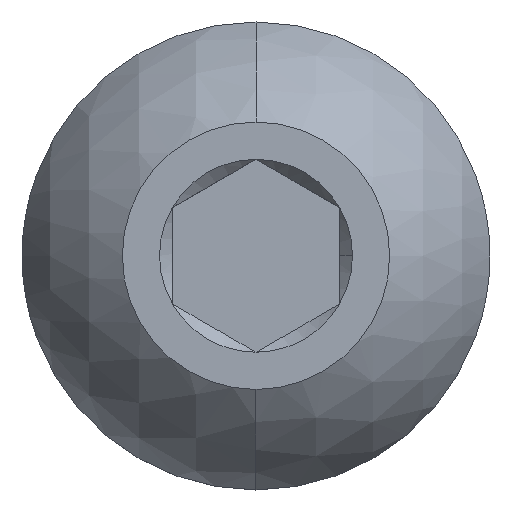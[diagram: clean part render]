
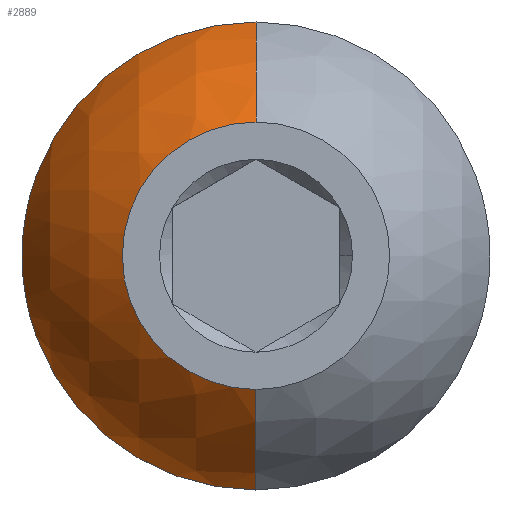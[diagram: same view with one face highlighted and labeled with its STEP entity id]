
A CAD part, top view. The second image highlights one B-rep face of the part: STEP entity #2889.
In plain terms, the highlighted spherical face has radius 7.447 mm.
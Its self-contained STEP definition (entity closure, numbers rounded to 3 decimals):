
#19 = ORIENTED_EDGE ( 'NONE', *, *, #695, .F. ) ;
#56 = CARTESIAN_POINT ( 'NONE',  ( -7., 0., 7.46 ) ) ;
#234 = CARTESIAN_POINT ( 'NONE',  ( 0., 7., 7.46 ) ) ;
#350 = EDGE_CURVE ( 'NONE', #3053, #1841, #772, .T. ) ;
#474 = DIRECTION ( 'NONE',  ( -1., 0., 0. ) ) ;
#513 = EDGE_LOOP ( 'NONE', ( #1678, #2538, #887, #867, #19 ) ) ;
#534 = AXIS2_PLACEMENT_3D ( 'NONE', #1487, #3839, #1819 ) ;
#695 = EDGE_CURVE ( 'NONE', #3007, #3053, #4150, .T. ) ;
#725 = VERTEX_POINT ( 'NONE', #2040 ) ;
#767 = DIRECTION ( 'NONE',  ( 0., 0., 1. ) ) ;
#772 = CIRCLE ( 'NONE', #2410, 4. ) ;
#822 = CARTESIAN_POINT ( 'NONE',  ( 0., 0., 11.2 ) ) ;
#867 = ORIENTED_EDGE ( 'NONE', *, *, #350, .F. ) ;
#887 = ORIENTED_EDGE ( 'NONE', *, *, #3988, .T. ) ;
#1139 = AXIS2_PLACEMENT_3D ( 'NONE', #3542, #474, #4160 ) ;
#1418 = SPHERICAL_SURFACE ( 'NONE', #1991, 7.447 ) ;
#1487 = CARTESIAN_POINT ( 'NONE',  ( 0., 0., 7.46 ) ) ;
#1678 = ORIENTED_EDGE ( 'NONE', *, *, #2830, .T. ) ;
#1819 = DIRECTION ( 'NONE',  ( 1., 0., 0. ) ) ;
#1827 = CIRCLE ( 'NONE', #1139, 7.447 ) ;
#1841 = VERTEX_POINT ( 'NONE', #3564 ) ;
#1991 = AXIS2_PLACEMENT_3D ( 'NONE', #2256, #4242, #2241 ) ;
#2040 = CARTESIAN_POINT ( 'NONE',  ( 0., -7., 7.46 ) ) ;
#2241 = DIRECTION ( 'NONE',  ( 0., 1., 0. ) ) ;
#2256 = CARTESIAN_POINT ( 'NONE',  ( 0., 0., 4.918 ) ) ;
#2368 = DIRECTION ( 'NONE',  ( 0., 0., -1. ) ) ;
#2410 = AXIS2_PLACEMENT_3D ( 'NONE', #822, #3242, #3186 ) ;
#2428 = DIRECTION ( 'NONE',  ( 1., 0., 0. ) ) ;
#2538 = ORIENTED_EDGE ( 'NONE', *, *, #3837, .T. ) ;
#2556 = AXIS2_PLACEMENT_3D ( 'NONE', #3457, #767, #2873 ) ;
#2659 = AXIS2_PLACEMENT_3D ( 'NONE', #4402, #2428, #2368 ) ;
#2830 = EDGE_CURVE ( 'NONE', #3007, #3825, #2940, .T. ) ;
#2873 = DIRECTION ( 'NONE',  ( 1., 0., 0. ) ) ;
#2889 = ADVANCED_FACE ( 'NONE', ( #3576 ), #1418, .T. ) ;
#2940 = CIRCLE ( 'NONE', #534, 7. ) ;
#2974 = CARTESIAN_POINT ( 'NONE',  ( 0., 4., 11.2 ) ) ;
#3007 = VERTEX_POINT ( 'NONE', #234 ) ;
#3045 = CIRCLE ( 'NONE', #2556, 7. ) ;
#3053 = VERTEX_POINT ( 'NONE', #2974 ) ;
#3186 = DIRECTION ( 'NONE',  ( 1., 0., 0. ) ) ;
#3242 = DIRECTION ( 'NONE',  ( 0., 0., 1. ) ) ;
#3457 = CARTESIAN_POINT ( 'NONE',  ( 0., 0., 7.46 ) ) ;
#3542 = CARTESIAN_POINT ( 'NONE',  ( 0., 0., 4.918 ) ) ;
#3564 = CARTESIAN_POINT ( 'NONE',  ( 0., -4., 11.2 ) ) ;
#3576 = FACE_OUTER_BOUND ( 'NONE', #513, .T. ) ;
#3825 = VERTEX_POINT ( 'NONE', #56 ) ;
#3837 = EDGE_CURVE ( 'NONE', #3825, #725, #3045, .T. ) ;
#3839 = DIRECTION ( 'NONE',  ( 0., 0., 1. ) ) ;
#3988 = EDGE_CURVE ( 'NONE', #725, #1841, #1827, .T. ) ;
#4150 = CIRCLE ( 'NONE', #2659, 7.447 ) ;
#4160 = DIRECTION ( 'NONE',  ( 0., -1., 0. ) ) ;
#4242 = DIRECTION ( 'NONE',  ( -1., 0., 0. ) ) ;
#4402 = CARTESIAN_POINT ( 'NONE',  ( 0., 0., 4.918 ) ) ;
